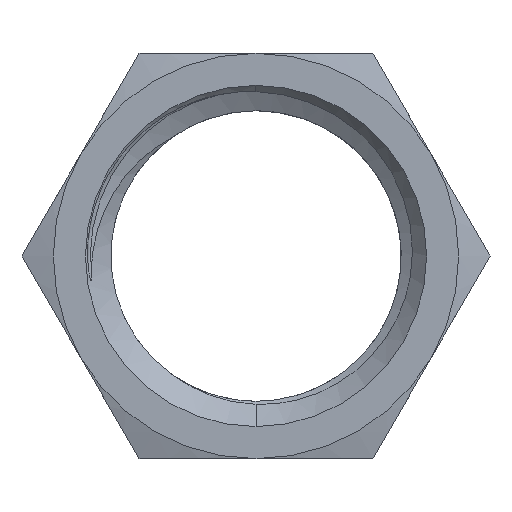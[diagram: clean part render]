
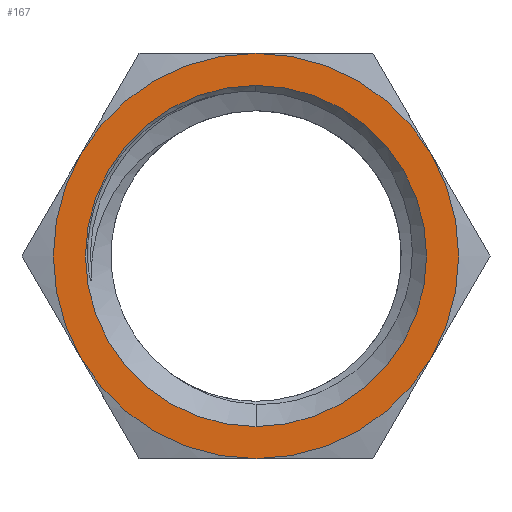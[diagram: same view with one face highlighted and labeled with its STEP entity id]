
A CAD part, left-side view. The second image highlights one B-rep face of the part: STEP entity #167.
In plain terms, the highlighted planar face has unit normal (-1, 0, 0).
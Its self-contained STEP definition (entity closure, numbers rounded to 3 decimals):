
#117 = AXIS2_PLACEMENT_3D ( 'NONE', #1478, #252, #2169 ) ;
#155 = ORIENTED_EDGE ( 'NONE', *, *, #1961, .F. ) ;
#160 = CARTESIAN_POINT ( 'NONE',  ( -3.5, 0., 6. ) ) ;
#167 = ADVANCED_FACE ( 'NONE', ( #830, #221 ), #1575, .T. ) ;
#221 = FACE_OUTER_BOUND ( 'NONE', #812, .T. ) ;
#233 = AXIS2_PLACEMENT_3D ( 'NONE', #1497, #651, #800 ) ;
#252 = DIRECTION ( 'NONE',  ( 1., 0., 0. ) ) ;
#263 = EDGE_CURVE ( 'NONE', #801, #1483, #1996, .T. ) ;
#269 = AXIS2_PLACEMENT_3D ( 'NONE', #678, #1547, #1907 ) ;
#306 = AXIS2_PLACEMENT_3D ( 'NONE', #1125, #1136, #1833 ) ;
#339 = EDGE_CURVE ( 'NONE', #1153, #1544, #893, .T. ) ;
#348 = AXIS2_PLACEMENT_3D ( 'NONE', #1747, #1241, #901 ) ;
#354 = CARTESIAN_POINT ( 'NONE',  ( -3.5, -5.196, 3. ) ) ;
#379 = EDGE_LOOP ( 'NONE', ( #1726, #2073 ) ) ;
#394 = DIRECTION ( 'NONE',  ( 0., 0., -1. ) ) ;
#406 = DIRECTION ( 'NONE',  ( 0., 0., 1. ) ) ;
#417 = AXIS2_PLACEMENT_3D ( 'NONE', #2165, #1131, #661 ) ;
#450 = CARTESIAN_POINT ( 'NONE',  ( -3.5, 0., -5.05 ) ) ;
#531 = VERTEX_POINT ( 'NONE', #450 ) ;
#534 = CIRCLE ( 'NONE', #417, 6. ) ;
#554 = EDGE_CURVE ( 'NONE', #1483, #2050, #1633, .T. ) ;
#606 = ORIENTED_EDGE ( 'NONE', *, *, #554, .F. ) ;
#651 = DIRECTION ( 'NONE',  ( 1., 0., 0. ) ) ;
#661 = DIRECTION ( 'NONE',  ( 0., 0., -1. ) ) ;
#678 = CARTESIAN_POINT ( 'NONE',  ( -3.5, 0., 0. ) ) ;
#703 = EDGE_CURVE ( 'NONE', #531, #1987, #1169, .T. ) ;
#714 = CIRCLE ( 'NONE', #1636, 6. ) ;
#800 = DIRECTION ( 'NONE',  ( 0., 0., -1. ) ) ;
#801 = VERTEX_POINT ( 'NONE', #160 ) ;
#812 = EDGE_LOOP ( 'NONE', ( #1976, #155, #606, #974, #1340, #1773 ) ) ;
#830 = FACE_BOUND ( 'NONE', #379, .T. ) ;
#886 = CARTESIAN_POINT ( 'NONE',  ( -3.5, 5.196, -3. ) ) ;
#893 = CIRCLE ( 'NONE', #348, 6. ) ;
#901 = DIRECTION ( 'NONE',  ( 0., 0., -1. ) ) ;
#928 = CIRCLE ( 'NONE', #233, 5.05 ) ;
#974 = ORIENTED_EDGE ( 'NONE', *, *, #263, .F. ) ;
#1000 = EDGE_CURVE ( 'NONE', #1544, #1311, #714, .T. ) ;
#1121 = CARTESIAN_POINT ( 'NONE',  ( -3.5, -5.196, -3. ) ) ;
#1125 = CARTESIAN_POINT ( 'NONE',  ( -3.5, 0., 0. ) ) ;
#1131 = DIRECTION ( 'NONE',  ( 1., 0., 0. ) ) ;
#1136 = DIRECTION ( 'NONE',  ( 1., 0., 0. ) ) ;
#1153 = VERTEX_POINT ( 'NONE', #1945 ) ;
#1169 = CIRCLE ( 'NONE', #117, 5.05 ) ;
#1241 = DIRECTION ( 'NONE',  ( 1., 0., 0. ) ) ;
#1278 = AXIS2_PLACEMENT_3D ( 'NONE', #1424, #1563, #2091 ) ;
#1311 = VERTEX_POINT ( 'NONE', #2072 ) ;
#1340 = ORIENTED_EDGE ( 'NONE', *, *, #1561, .F. ) ;
#1424 = CARTESIAN_POINT ( 'NONE',  ( -3.5, 0., 0. ) ) ;
#1433 = CARTESIAN_POINT ( 'NONE',  ( -3.5, 6., 0. ) ) ;
#1478 = CARTESIAN_POINT ( 'NONE',  ( -3.5, 0., 0. ) ) ;
#1483 = VERTEX_POINT ( 'NONE', #354 ) ;
#1497 = CARTESIAN_POINT ( 'NONE',  ( -3.5, 0., 0. ) ) ;
#1544 = VERTEX_POINT ( 'NONE', #886 ) ;
#1547 = DIRECTION ( 'NONE',  ( 1., 0., 0. ) ) ;
#1561 = EDGE_CURVE ( 'NONE', #1311, #801, #1930, .T. ) ;
#1563 = DIRECTION ( 'NONE',  ( 1., 0., 0. ) ) ;
#1575 = PLANE ( 'NONE',  #2102 ) ;
#1633 = CIRCLE ( 'NONE', #306, 6. ) ;
#1636 = AXIS2_PLACEMENT_3D ( 'NONE', #1745, #1936, #394 ) ;
#1726 = ORIENTED_EDGE ( 'NONE', *, *, #2024, .T. ) ;
#1745 = CARTESIAN_POINT ( 'NONE',  ( -3.5, 0., 0. ) ) ;
#1747 = CARTESIAN_POINT ( 'NONE',  ( -3.5, 0., 0. ) ) ;
#1773 = ORIENTED_EDGE ( 'NONE', *, *, #1000, .F. ) ;
#1833 = DIRECTION ( 'NONE',  ( 0., 0., -1. ) ) ;
#1907 = DIRECTION ( 'NONE',  ( 0., 0., -1. ) ) ;
#1930 = CIRCLE ( 'NONE', #269, 6. ) ;
#1936 = DIRECTION ( 'NONE',  ( 1., 0., 0. ) ) ;
#1945 = CARTESIAN_POINT ( 'NONE',  ( -3.5, 0., -6. ) ) ;
#1961 = EDGE_CURVE ( 'NONE', #2050, #1153, #534, .T. ) ;
#1976 = ORIENTED_EDGE ( 'NONE', *, *, #339, .F. ) ;
#1987 = VERTEX_POINT ( 'NONE', #2190 ) ;
#1996 = CIRCLE ( 'NONE', #1278, 6. ) ;
#2024 = EDGE_CURVE ( 'NONE', #1987, #531, #928, .T. ) ;
#2050 = VERTEX_POINT ( 'NONE', #1121 ) ;
#2072 = CARTESIAN_POINT ( 'NONE',  ( -3.5, 5.196, 3. ) ) ;
#2073 = ORIENTED_EDGE ( 'NONE', *, *, #703, .T. ) ;
#2091 = DIRECTION ( 'NONE',  ( 0., 0., -1. ) ) ;
#2101 = DIRECTION ( 'NONE',  ( -1., 0., 0. ) ) ;
#2102 = AXIS2_PLACEMENT_3D ( 'NONE', #1433, #2101, #406 ) ;
#2165 = CARTESIAN_POINT ( 'NONE',  ( -3.5, 0., 0. ) ) ;
#2169 = DIRECTION ( 'NONE',  ( 0., 0., -1. ) ) ;
#2190 = CARTESIAN_POINT ( 'NONE',  ( -3.5, 0., 5.05 ) ) ;
